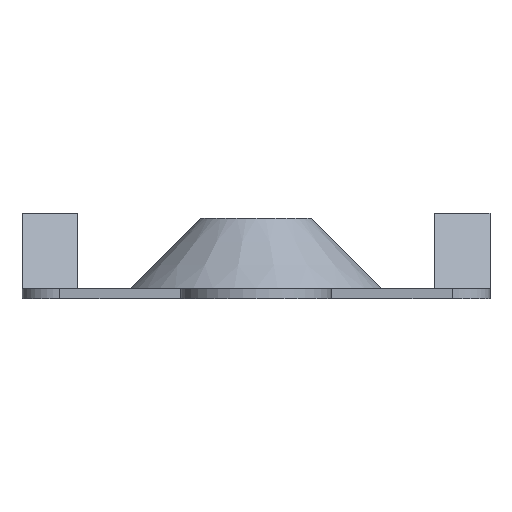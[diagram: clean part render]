
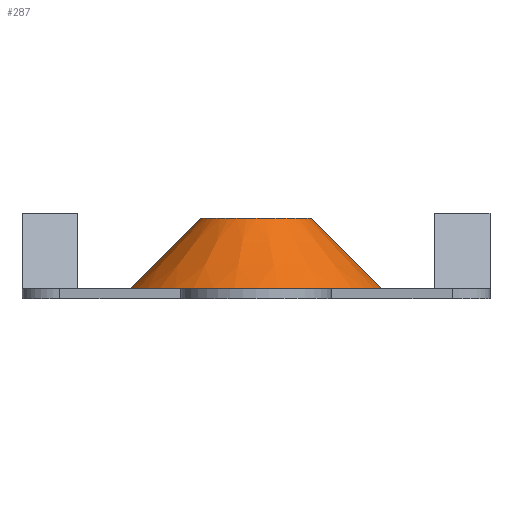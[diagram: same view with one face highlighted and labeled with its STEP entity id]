
A CAD part, front view. The second image highlights one B-rep face of the part: STEP entity #287.
In plain terms, the highlighted conical face has half-angle 45 degrees and reference radius 1.1 mm.
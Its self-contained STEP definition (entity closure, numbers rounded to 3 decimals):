
#152 = EDGE_CURVE ( 'NONE', #479, #750, #469, .T. ) ;
#187 = DIRECTION ( 'NONE',  ( -0.707, 0., -0.707 ) ) ;
#199 = CIRCLE ( 'NONE', #220, 1.1 ) ;
#220 = AXIS2_PLACEMENT_3D ( 'NONE', #1293, #273, #676 ) ;
#254 = CARTESIAN_POINT ( 'NONE',  ( 2.5, 1.1, 0.2 ) ) ;
#273 = DIRECTION ( 'NONE',  ( 0., 0., 1. ) ) ;
#287 = ADVANCED_FACE ( 'NONE', ( #541 ), #831, .T. ) ;
#288 = LINE ( 'NONE', #1281, #425 ) ;
#352 = CARTESIAN_POINT ( 'NONE',  ( -1.1, 1.1, 1.6 ) ) ;
#393 = DIRECTION ( 'NONE',  ( 0.707, 0., -0.707 ) ) ;
#406 = AXIS2_PLACEMENT_3D ( 'NONE', #1040, #1078, #1230 ) ;
#422 = EDGE_CURVE ( 'NONE', #1197, #479, #990, .T. ) ;
#425 = VECTOR ( 'NONE', #393, 1000. ) ;
#450 = EDGE_CURVE ( 'NONE', #1150, #750, #288, .T. ) ;
#469 = CIRCLE ( 'NONE', #1083, 2.5 ) ;
#479 = VERTEX_POINT ( 'NONE', #678 ) ;
#481 = CARTESIAN_POINT ( 'NONE',  ( -1.1, 1.1, 1.6 ) ) ;
#492 = ORIENTED_EDGE ( 'NONE', *, *, #450, .F. ) ;
#507 = DIRECTION ( 'NONE',  ( 0., 0., 1. ) ) ;
#541 = FACE_OUTER_BOUND ( 'NONE', #1178, .T. ) ;
#557 = CARTESIAN_POINT ( 'NONE',  ( 1.1, 1.1, 1.6 ) ) ;
#561 = ORIENTED_EDGE ( 'NONE', *, *, #422, .T. ) ;
#676 = DIRECTION ( 'NONE',  ( 1., 0., 0. ) ) ;
#678 = CARTESIAN_POINT ( 'NONE',  ( -2.5, 1.1, 0.2 ) ) ;
#688 = ORIENTED_EDGE ( 'NONE', *, *, #152, .T. ) ;
#750 = VERTEX_POINT ( 'NONE', #254 ) ;
#831 = CONICAL_SURFACE ( 'NONE', #406, 1.1, 0.785 ) ;
#905 = EDGE_CURVE ( 'NONE', #1197, #1150, #199, .T. ) ;
#990 = LINE ( 'NONE', #481, #998 ) ;
#998 = VECTOR ( 'NONE', #187, 1000. ) ;
#1001 = DIRECTION ( 'NONE',  ( 1., 0., 0. ) ) ;
#1040 = CARTESIAN_POINT ( 'NONE',  ( 0., 1.1, 1.6 ) ) ;
#1078 = DIRECTION ( 'NONE',  ( 0., 0., -1. ) ) ;
#1083 = AXIS2_PLACEMENT_3D ( 'NONE', #1120, #507, #1001 ) ;
#1120 = CARTESIAN_POINT ( 'NONE',  ( 0., 1.1, 0.2 ) ) ;
#1150 = VERTEX_POINT ( 'NONE', #557 ) ;
#1178 = EDGE_LOOP ( 'NONE', ( #492, #1279, #561, #688 ) ) ;
#1197 = VERTEX_POINT ( 'NONE', #352 ) ;
#1230 = DIRECTION ( 'NONE',  ( -1., 0., 0. ) ) ;
#1279 = ORIENTED_EDGE ( 'NONE', *, *, #905, .F. ) ;
#1281 = CARTESIAN_POINT ( 'NONE',  ( 1.1, 1.1, 1.6 ) ) ;
#1293 = CARTESIAN_POINT ( 'NONE',  ( 0., 1.1, 1.6 ) ) ;
